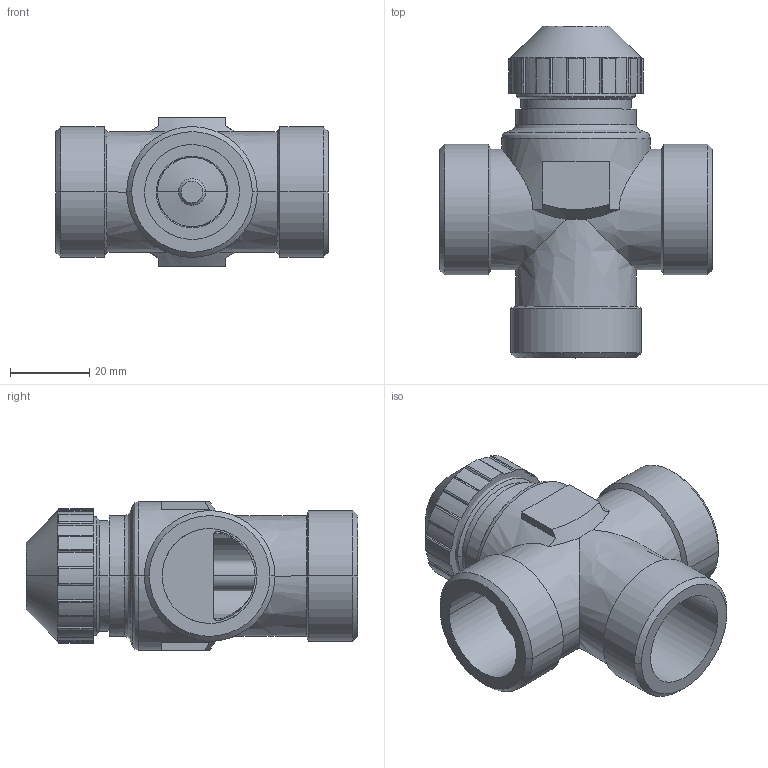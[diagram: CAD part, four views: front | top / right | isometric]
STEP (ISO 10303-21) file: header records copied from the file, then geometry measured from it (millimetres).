
FILE_DESCRIPTION (( 'STEP AP214' ), '1' );
FILE_NAME ('3-1.STEP', '2025-09-18T13:43:00', ( '微软用户' ), ( '微软中国' ), 'SwSTEP 2.0', 'SolidWorks 2021', '' );
FILE_SCHEMA (( 'AUTOMOTIVE_DESIGN' ));
Length unit declared in the file: millimetre
Products named in the file (1): 3-1
Bounding box: 69 x 83.91 x 37.5 mm (x, y, z)
Volume: 53217.9 mm3; surface area: 34508.1 mm2
Topology: 9 solids, 9 shells, 348 faces, 1229 edges, 916 vertices
Faces by surface type: bspline 348
Entity records: 23703 total; most frequent: CARTESIAN_POINT 13268, ORIENTED_EDGE 2454, EDGE_CURVE 1227, VERTEX_POINT 916, B_SPLINE_CURVE_WITH_KNOTS 669, EDGE_LOOP 379, UNCERTAINTY_MEASURE_WITH_UNIT 359, SURFACE_STYLE_FILL_AREA 358
